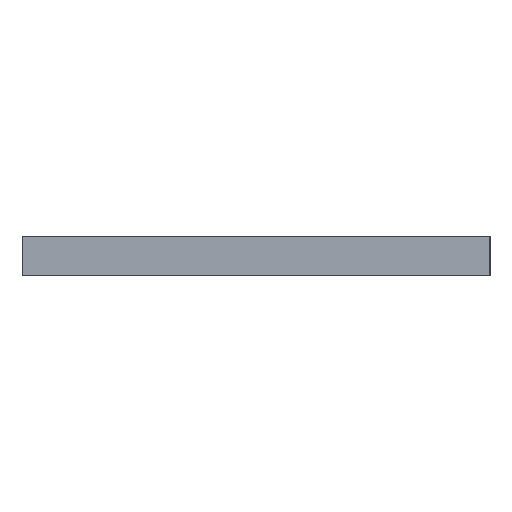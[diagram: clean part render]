
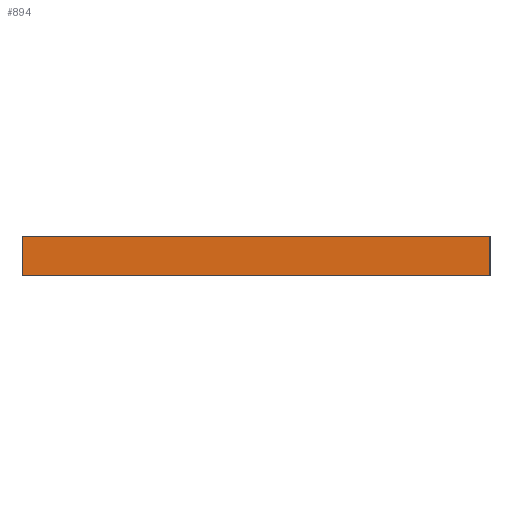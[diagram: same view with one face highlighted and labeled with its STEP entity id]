
A CAD part, left-side view. The second image highlights one B-rep face of the part: STEP entity #894.
In plain terms, the highlighted planar face has unit normal (-1, 0, 0).
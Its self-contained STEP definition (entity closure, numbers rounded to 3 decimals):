
#70=FACE_OUTER_BOUND('',#112,.T.);
#112=EDGE_LOOP('',(#723,#724,#725,#726));
#246=LINE('',#1374,#366);
#247=LINE('',#1377,#367);
#248=LINE('',#1379,#368);
#249=LINE('',#1380,#369);
#366=VECTOR('',#1130,10.);
#367=VECTOR('',#1133,10.);
#368=VECTOR('',#1134,10.);
#369=VECTOR('',#1135,10.);
#447=VERTEX_POINT('',#1367);
#450=VERTEX_POINT('',#1372);
#451=VERTEX_POINT('',#1376);
#452=VERTEX_POINT('',#1378);
#566=EDGE_CURVE('',#447,#450,#246,.T.);
#567=EDGE_CURVE('',#451,#447,#247,.T.);
#568=EDGE_CURVE('',#452,#450,#248,.T.);
#569=EDGE_CURVE('',#451,#452,#249,.T.);
#723=ORIENTED_EDGE('',*,*,#567,.T.);
#724=ORIENTED_EDGE('',*,*,#566,.T.);
#725=ORIENTED_EDGE('',*,*,#568,.F.);
#726=ORIENTED_EDGE('',*,*,#569,.F.);
#852=PLANE('',#938);
#894=ADVANCED_FACE('',(#70),#852,.T.);
#938=AXIS2_PLACEMENT_3D('',#1375,#1131,#1132);
#1130=DIRECTION('',(0.,0.,1.));
#1131=DIRECTION('center_axis',(-1.,0.,0.));
#1132=DIRECTION('ref_axis',(0.,-1.,0.));
#1133=DIRECTION('',(0.,-1.,0.));
#1134=DIRECTION('',(0.,-1.,0.));
#1135=DIRECTION('',(0.,0.,1.));
#1367=CARTESIAN_POINT('',(-3.642,-2.987,0.));
#1372=CARTESIAN_POINT('',(-3.642,-2.987,0.5));
#1374=CARTESIAN_POINT('',(-3.642,-2.987,0.));
#1375=CARTESIAN_POINT('Origin',(-3.642,2.987,0.));
#1376=CARTESIAN_POINT('',(-3.642,2.987,0.));
#1377=CARTESIAN_POINT('',(-3.642,2.987,0.));
#1378=CARTESIAN_POINT('',(-3.642,2.987,0.5));
#1379=CARTESIAN_POINT('',(-3.642,2.987,0.5));
#1380=CARTESIAN_POINT('',(-3.642,2.987,0.));
